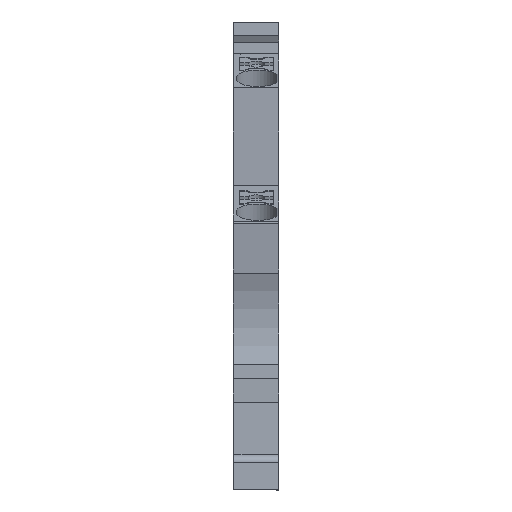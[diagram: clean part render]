
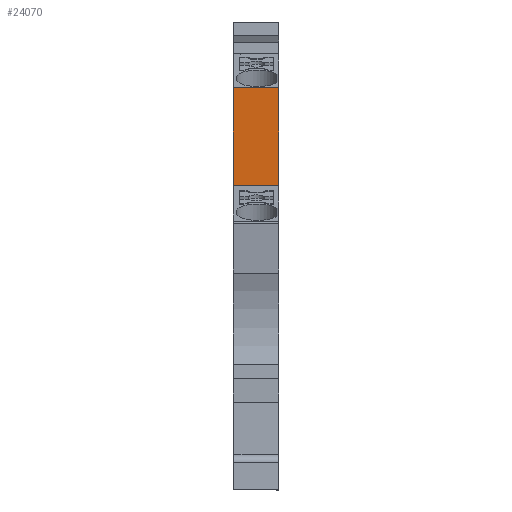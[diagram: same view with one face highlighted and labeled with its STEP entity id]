
A CAD part, front view. The second image highlights one B-rep face of the part: STEP entity #24070.
In plain terms, the highlighted face is planar.
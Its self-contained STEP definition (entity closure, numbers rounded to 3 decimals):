
#4900=CARTESIAN_POINT('',(-43.,24.203,
-5.15));
#4910=VERTEX_POINT('',#4900);
#4940=CARTESIAN_POINT('',(-41.687,0.,
-5.15));
#4950=DIRECTION('',(-0.054,0.999,
0.));
#4960=VECTOR('',#4950,1.);
#4970=LINE('',#4940,#4960);
#4980=CARTESIAN_POINT('',(-42.4,13.142,
-5.15));
#4990=VERTEX_POINT('',#4980);
#5000=EDGE_CURVE('',#4990,#4910,#4970,.T.);
#11430=CARTESIAN_POINT('',(-42.4,13.142,
0.));
#11440=VERTEX_POINT('',#11430);
#11470=CARTESIAN_POINT('',(-41.687,0.,
0.));
#11480=DIRECTION('',(-0.054,0.999,
0.));
#11490=VECTOR('',#11480,1.);
#11500=LINE('',#11470,#11490);
#11510=CARTESIAN_POINT('',(-43.,24.203,
0.));
#11520=VERTEX_POINT('',#11510);
#11530=EDGE_CURVE('',#11440,#11520,#11500,.T.);
#23860=CARTESIAN_POINT('',(-42.992,24.055,
-5.15));
#23870=DIRECTION('',(0.999,0.054,
0.));
#23880=DIRECTION('',(-0.054,0.999,
0.));
#23890=AXIS2_PLACEMENT_3D('',#23860,#23870,#23880);
#23900=PLANE('',#23890);
#23910=ORIENTED_EDGE('',*,*,#5000,.F.);
#23920=CARTESIAN_POINT('',(-43.,24.203,
-5.15));
#23930=DIRECTION('',(0.,0.,1.));
#23940=VECTOR('',#23930,1.);
#23950=LINE('',#23920,#23940);
#23960=EDGE_CURVE('',#4910,#11520,#23950,.T.);
#23970=ORIENTED_EDGE('',*,*,#23960,.F.);
#23980=ORIENTED_EDGE('',*,*,#11530,.T.);
#23990=CARTESIAN_POINT('',(-42.4,13.142,
-5.15));
#24000=DIRECTION('',(0.,0.,1.));
#24010=VECTOR('',#24000,1.);
#24020=LINE('',#23990,#24010);
#24030=EDGE_CURVE('',#4990,#11440,#24020,.T.);
#24040=ORIENTED_EDGE('',*,*,#24030,.T.);
#24050=EDGE_LOOP('',(#24040,#23980,#23970,#23910));
#24060=FACE_OUTER_BOUND('',#24050,.T.);
#24070=ADVANCED_FACE('',(#24060),#23900,.F.);
